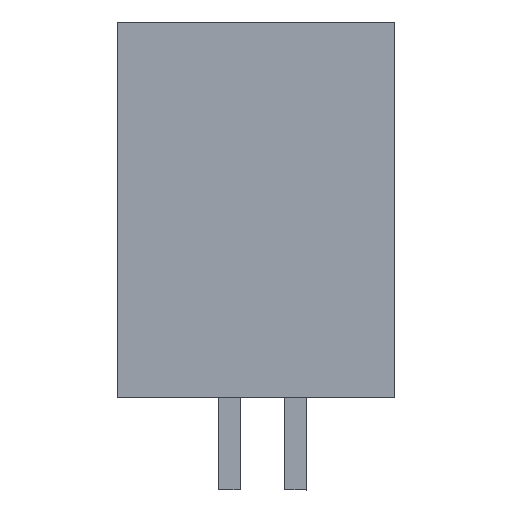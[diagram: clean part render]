
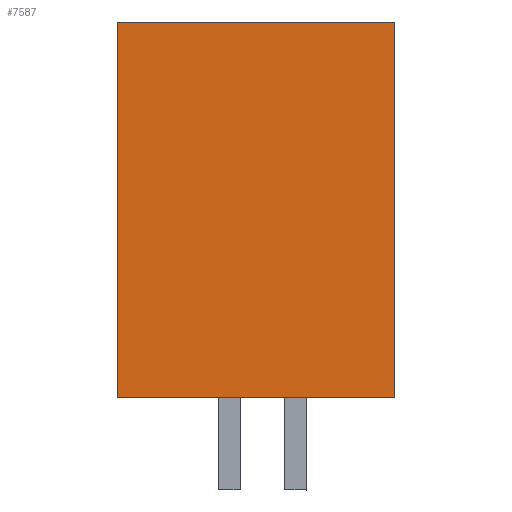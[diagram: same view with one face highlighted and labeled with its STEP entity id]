
A CAD part, left-side view. The second image highlights one B-rep face of the part: STEP entity #7587.
In plain terms, the highlighted planar face has unit normal (-1, 0, 0).
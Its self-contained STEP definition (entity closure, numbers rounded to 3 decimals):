
#7567=AXIS2_PLACEMENT_3D('Plane Axis2P3D',#7564,#7565,#7566) ;
#1346=CARTESIAN_POINT('Vertex',(0.,0.,3.5)) ;
#1349=CARTESIAN_POINT('Line Origine',(0.,5.25,3.5)) ;
#1353=CARTESIAN_POINT('Vertex',(0.,10.5,3.5)) ;
#2796=CARTESIAN_POINT('Line Origine',(0.,0.,10.6)) ;
#2800=CARTESIAN_POINT('Vertex',(0.,0.,17.7)) ;
#7564=CARTESIAN_POINT('Axis2P3D Location',(0.,10.5,0.)) ;
#7569=CARTESIAN_POINT('Line Origine',(0.,10.5,10.6)) ;
#7573=CARTESIAN_POINT('Vertex',(0.,10.5,17.7)) ;
#7576=CARTESIAN_POINT('Line Origine',(0.,5.25,17.7)) ;
#1350=DIRECTION('Vector Direction',(0.,-1.,0.)) ;
#2797=DIRECTION('Vector Direction',(0.,0.,1.)) ;
#7565=DIRECTION('Axis2P3D Direction',(-1.,0.,0.)) ;
#7566=DIRECTION('Axis2P3D XDirection',(0.,-1.,0.)) ;
#7570=DIRECTION('Vector Direction',(0.,0.,1.)) ;
#7577=DIRECTION('Vector Direction',(0.,-1.,0.)) ;
#1351=VECTOR('Line Direction',#1350,1.) ;
#2798=VECTOR('Line Direction',#2797,1.) ;
#7571=VECTOR('Line Direction',#7570,1.) ;
#7578=VECTOR('Line Direction',#7577,1.) ;
#7582=ORIENTED_EDGE('',*,*,#7575,.T.) ;
#7583=ORIENTED_EDGE('',*,*,#1355,.T.) ;
#7584=ORIENTED_EDGE('',*,*,#2802,.T.) ;
#7585=ORIENTED_EDGE('',*,*,#7580,.T.) ;
#7587=ADVANCED_FACE('HOUSING',(#7586),#7568,.T.) ;
#1355=EDGE_CURVE('',#1354,#1347,#1352,.T.) ;
#2802=EDGE_CURVE('',#1347,#2801,#2799,.T.) ;
#7575=EDGE_CURVE('',#7574,#1354,#7572,.F.) ;
#7580=EDGE_CURVE('',#2801,#7574,#7579,.F.) ;
#7581=EDGE_LOOP('',(#7582,#7583,#7584,#7585)) ;
#7586=FACE_OUTER_BOUND('',#7581,.T.) ;
#1352=LINE('Line',#1349,#1351) ;
#2799=LINE('Line',#2796,#2798) ;
#7572=LINE('Line',#7569,#7571) ;
#7579=LINE('Line',#7576,#7578) ;
#7568=PLANE('',#7567) ;
#1347=VERTEX_POINT('',#1346) ;
#1354=VERTEX_POINT('',#1353) ;
#2801=VERTEX_POINT('',#2800) ;
#7574=VERTEX_POINT('',#7573) ;
